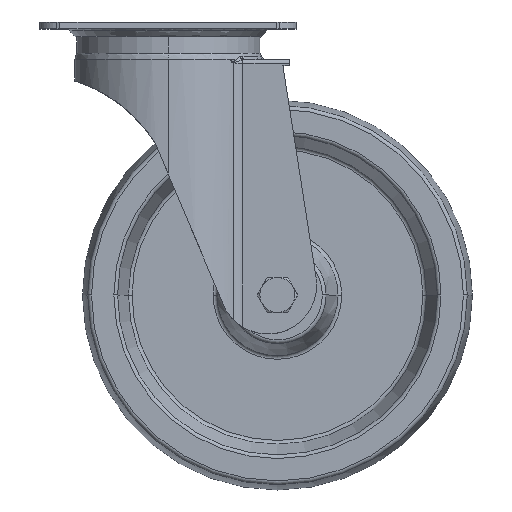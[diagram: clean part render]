
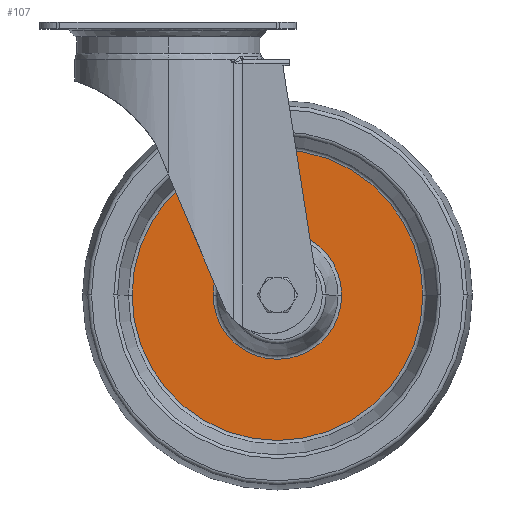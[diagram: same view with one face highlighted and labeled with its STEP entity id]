
A CAD part, top view. The second image highlights one B-rep face of the part: STEP entity #107.
In plain terms, the highlighted planar face has unit normal (0, 0, 1).
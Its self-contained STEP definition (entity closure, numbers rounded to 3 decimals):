
#107 = ADVANCED_FACE ( 'NONE', ( #3957, #7292 ), #9881, .T. ) ;
#464 = EDGE_CURVE ( 'NONE', #2029, #12577, #3173, .T. ) ;
#804 = CARTESIAN_POINT ( 'NONE',  ( 56., -139.998, 7. ) ) ;
#1211 = DIRECTION ( 'NONE',  ( 1., 0., 0. ) ) ;
#1525 = DIRECTION ( 'NONE',  ( 0., 0., -1. ) ) ;
#2029 = VERTEX_POINT ( 'NONE', #10450 ) ;
#2380 = DIRECTION ( 'NONE',  ( 0., 0., 1. ) ) ;
#2446 = CARTESIAN_POINT ( 'NONE',  ( 56., -97.498, 7. ) ) ;
#3173 = CIRCLE ( 'NONE', #10498, 32.962 ) ;
#3475 = CARTESIAN_POINT ( 'NONE',  ( -18.596, -139.998, 7. ) ) ;
#3957 = FACE_BOUND ( 'NONE', #11213, .T. ) ;
#4575 = EDGE_LOOP ( 'NONE', ( #16114, #12284 ) ) ;
#5092 = AXIS2_PLACEMENT_3D ( 'NONE', #9021, #1525, #10286 ) ;
#5754 = DIRECTION ( 'NONE',  ( 0., 0., -1. ) ) ;
#5816 = AXIS2_PLACEMENT_3D ( 'NONE', #14943, #7435, #16185 ) ;
#7292 = FACE_OUTER_BOUND ( 'NONE', #4575, .T. ) ;
#7435 = DIRECTION ( 'NONE',  ( 0., 0., 1. ) ) ;
#7758 = CIRCLE ( 'NONE', #5816, 74.596 ) ;
#8309 = DIRECTION ( 'NONE',  ( 1., 0., 0. ) ) ;
#8700 = DIRECTION ( 'NONE',  ( 0., 0., 1. ) ) ;
#8907 = AXIS2_PLACEMENT_3D ( 'NONE', #2446, #8700, #1211 ) ;
#9021 = CARTESIAN_POINT ( 'NONE',  ( 56., -139.998, 7. ) ) ;
#9881 = PLANE ( 'NONE',  #8907 ) ;
#9915 = CIRCLE ( 'NONE', #5092, 32.962 ) ;
#9926 = CARTESIAN_POINT ( 'NONE',  ( 56., -139.998, 7. ) ) ;
#10286 = DIRECTION ( 'NONE',  ( 1., 0., 0. ) ) ;
#10450 = CARTESIAN_POINT ( 'NONE',  ( 88.962, -139.998, 7. ) ) ;
#10498 = AXIS2_PLACEMENT_3D ( 'NONE', #804, #5754, #8309 ) ;
#11164 = DIRECTION ( 'NONE',  ( 1., 0., 0. ) ) ;
#11213 = EDGE_LOOP ( 'NONE', ( #15356, #15841 ) ) ;
#11370 = EDGE_CURVE ( 'NONE', #14087, #15385, #7758, .T. ) ;
#11976 = EDGE_CURVE ( 'NONE', #12577, #2029, #9915, .T. ) ;
#12284 = ORIENTED_EDGE ( 'NONE', *, *, #13563, .T. ) ;
#12451 = AXIS2_PLACEMENT_3D ( 'NONE', #9926, #2380, #11164 ) ;
#12577 = VERTEX_POINT ( 'NONE', #14953 ) ;
#13563 = EDGE_CURVE ( 'NONE', #15385, #14087, #14634, .T. ) ;
#13888 = CARTESIAN_POINT ( 'NONE',  ( 130.596, -139.998, 7. ) ) ;
#14087 = VERTEX_POINT ( 'NONE', #13888 ) ;
#14634 = CIRCLE ( 'NONE', #12451, 74.596 ) ;
#14943 = CARTESIAN_POINT ( 'NONE',  ( 56., -139.998, 7. ) ) ;
#14953 = CARTESIAN_POINT ( 'NONE',  ( 23.037, -139.998, 7. ) ) ;
#15356 = ORIENTED_EDGE ( 'NONE', *, *, #464, .T. ) ;
#15385 = VERTEX_POINT ( 'NONE', #3475 ) ;
#15841 = ORIENTED_EDGE ( 'NONE', *, *, #11976, .T. ) ;
#16114 = ORIENTED_EDGE ( 'NONE', *, *, #11370, .T. ) ;
#16185 = DIRECTION ( 'NONE',  ( 1., 0., 0. ) ) ;
